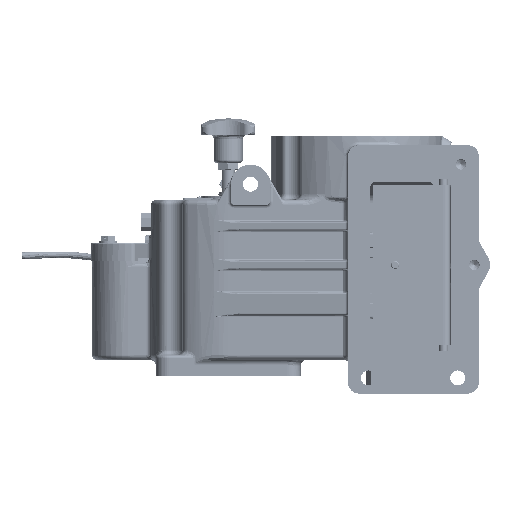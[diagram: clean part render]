
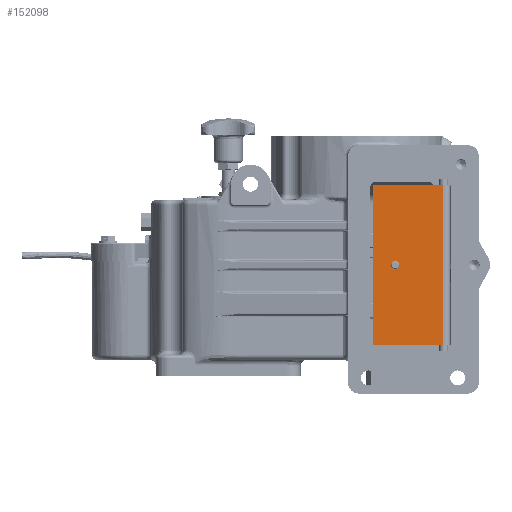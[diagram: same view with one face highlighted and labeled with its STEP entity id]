
A CAD part, front view. The second image highlights one B-rep face of the part: STEP entity #152098.
In plain terms, the highlighted planar face has unit normal (0, -1, 0).
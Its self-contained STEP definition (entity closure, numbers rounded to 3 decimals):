
#28096 = FACE_BOUND ( 'NONE', #35098, .T. ) ;
#28143 = FACE_OUTER_BOUND ( 'NONE', #35314, .T. ) ;
#35098 = EDGE_LOOP ( 'NONE', ( #255119, #255189 ) ) ;
#35314 = EDGE_LOOP ( 'NONE', ( #228401, #226464, #227618, #226730 ) ) ;
#40453 = AXIS2_PLACEMENT_3D ( 'NONE', #264701, #264036, #264587 ) ;
#41170 = AXIS2_PLACEMENT_3D ( 'NONE', #92570, #92580, #92581 ) ;
#41172 = AXIS2_PLACEMENT_3D ( 'NONE', #92527, #92560, #92562 ) ;
#92527 = CARTESIAN_POINT ( 'NONE',  ( 34.75, -94.5, 0. ) ) ;
#92551 = CARTESIAN_POINT ( 'NONE',  ( 14.75, -94.5, 71.5 ) ) ;
#92553 = DIRECTION ( 'NONE',  ( 0., 0., -1. ) ) ;
#92560 = DIRECTION ( 'NONE',  ( 0., -1., 0. ) ) ;
#92562 = DIRECTION ( 'NONE',  ( -1., 0., 0. ) ) ;
#92570 = CARTESIAN_POINT ( 'NONE',  ( 34.75, -94.5, 0. ) ) ;
#92580 = DIRECTION ( 'NONE',  ( 0., -1., 0. ) ) ;
#92581 = DIRECTION ( 'NONE',  ( -1., 0., 0. ) ) ;
#92592 = CARTESIAN_POINT ( 'NONE',  ( 78.25, -94.5, -71.5 ) ) ;
#92606 = CARTESIAN_POINT ( 'NONE',  ( 78.25, -94.5, 71.5 ) ) ;
#92608 = DIRECTION ( 'NONE',  ( 0., 0., -1. ) ) ;
#92611 = DIRECTION ( 'NONE',  ( 1., 0., 0. ) ) ;
#92612 = CARTESIAN_POINT ( 'NONE',  ( 78.25, -94.5, 71.5 ) ) ;
#92616 = DIRECTION ( 'NONE',  ( 1., 0., 0. ) ) ;
#152098 = ADVANCED_FACE ( 'NONE', ( #28096, #28143 ), #264706, .F. ) ;
#164583 = VERTEX_POINT ( 'NONE', #255918 ) ;
#164584 = VERTEX_POINT ( 'NONE', #255921 ) ;
#164907 = VERTEX_POINT ( 'NONE', #256344 ) ;
#164919 = VERTEX_POINT ( 'NONE', #256354 ) ;
#164922 = VERTEX_POINT ( 'NONE', #256357 ) ;
#164926 = VERTEX_POINT ( 'NONE', #256359 ) ;
#200389 = EDGE_CURVE ( 'NONE', #164926, #164907, #229274, .T. ) ;
#200399 = EDGE_CURVE ( 'NONE', #164584, #164583, #229288, .T. ) ;
#200413 = EDGE_CURVE ( 'NONE', #164583, #164584, #229296, .T. ) ;
#200435 = EDGE_CURVE ( 'NONE', #164919, #164922, #229291, .T. ) ;
#200438 = EDGE_CURVE ( 'NONE', #164907, #164922, #229313, .T. ) ;
#200442 = EDGE_CURVE ( 'NONE', #164926, #164919, #229302, .T. ) ;
#226464 = ORIENTED_EDGE ( 'NONE', *, *, #200435, .F. ) ;
#226730 = ORIENTED_EDGE ( 'NONE', *, *, #200389, .T. ) ;
#227618 = ORIENTED_EDGE ( 'NONE', *, *, #200442, .F. ) ;
#228401 = ORIENTED_EDGE ( 'NONE', *, *, #200438, .T. ) ;
#229274 = LINE ( 'NONE', #92551, #229277 ) ;
#229277 = VECTOR ( 'NONE', #92553, 1000. ) ;
#229288 = CIRCLE ( 'NONE', #41172, 2.3 ) ;
#229291 = LINE ( 'NONE', #92606, #229292 ) ;
#229292 = VECTOR ( 'NONE', #92608, 1000. ) ;
#229296 = CIRCLE ( 'NONE', #41170, 2.3 ) ;
#229302 = LINE ( 'NONE', #92612, #229322 ) ;
#229313 = LINE ( 'NONE', #92592, #229316 ) ;
#229316 = VECTOR ( 'NONE', #92611, 1000. ) ;
#229322 = VECTOR ( 'NONE', #92616, 1000. ) ;
#255119 = ORIENTED_EDGE ( 'NONE', *, *, #200399, .F. ) ;
#255189 = ORIENTED_EDGE ( 'NONE', *, *, #200413, .F. ) ;
#255918 = CARTESIAN_POINT ( 'NONE',  ( 37.05, -94.5, 0. ) ) ;
#255921 = CARTESIAN_POINT ( 'NONE',  ( 32.45, -94.5, 0. ) ) ;
#256344 = CARTESIAN_POINT ( 'NONE',  ( 14.75, -94.5, -71.5 ) ) ;
#256354 = CARTESIAN_POINT ( 'NONE',  ( 78.25, -94.5, 71.5 ) ) ;
#256357 = CARTESIAN_POINT ( 'NONE',  ( 78.25, -94.5, -71.5 ) ) ;
#256359 = CARTESIAN_POINT ( 'NONE',  ( 14.75, -94.5, 71.5 ) ) ;
#264036 = DIRECTION ( 'NONE',  ( 0., 1., 0. ) ) ;
#264587 = DIRECTION ( 'NONE',  ( -1., 0., 0. ) ) ;
#264701 = CARTESIAN_POINT ( 'NONE',  ( 78.25, -94.5, 71.5 ) ) ;
#264706 = PLANE ( 'NONE',  #40453 ) ;
